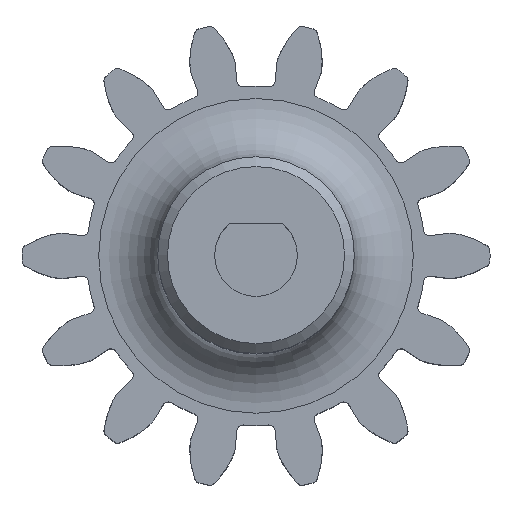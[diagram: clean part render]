
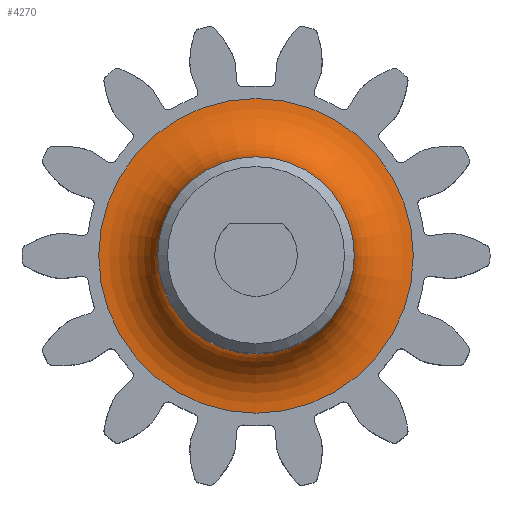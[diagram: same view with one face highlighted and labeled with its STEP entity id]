
A CAD part, top view. The second image highlights one B-rep face of the part: STEP entity #4270.
In plain terms, the highlighted toroidal (fillet/blend) face has major radius 8 mm and minor radius 3 mm.
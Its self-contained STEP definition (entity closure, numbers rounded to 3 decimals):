
#1107=FACE_OUTER_BOUND('',#1361,.T.);
#1361=EDGE_LOOP('',(#2905,#2906,#2907,#2908));
#1620=CIRCLE('',#4540,5.);
#1621=CIRCLE('',#4541,3.);
#1622=CIRCLE('',#4542,8.);
#1788=VERTEX_POINT('',#5959);
#1789=VERTEX_POINT('',#5961);
#2223=EDGE_CURVE('',#1788,#1788,#1620,.T.);
#2224=EDGE_CURVE('',#1788,#1789,#1621,.T.);
#2225=EDGE_CURVE('',#1789,#1789,#1622,.T.);
#2905=ORIENTED_EDGE('',*,*,#2223,.T.);
#2906=ORIENTED_EDGE('',*,*,#2224,.T.);
#2907=ORIENTED_EDGE('',*,*,#2225,.T.);
#2908=ORIENTED_EDGE('',*,*,#2224,.F.);
#4269=TOROIDAL_SURFACE('',#4539,8.,3.);
#4270=ADVANCED_FACE('',(#1107),#4269,.F.);
#4539=AXIS2_PLACEMENT_3D('',#5958,#4907,#4908);
#4540=AXIS2_PLACEMENT_3D('',#5960,#4909,#4910);
#4541=AXIS2_PLACEMENT_3D('',#5962,#4911,#4912);
#4542=AXIS2_PLACEMENT_3D('',#5963,#4913,#4914);
#4907=DIRECTION('center_axis',(0.,0.,-1.));
#4908=DIRECTION('ref_axis',(-1.,0.,0.));
#4909=DIRECTION('center_axis',(0.,0.,-1.));
#4910=DIRECTION('ref_axis',(-1.,0.,0.));
#4911=DIRECTION('center_axis',(0.,-1.,0.));
#4912=DIRECTION('ref_axis',(1.,0.,0.));
#4913=DIRECTION('center_axis',(0.,0.,1.));
#4914=DIRECTION('ref_axis',(-1.,0.,0.));
#5958=CARTESIAN_POINT('Origin',(0.,0.,11.));
#5959=CARTESIAN_POINT('',(5.,0.,11.));
#5960=CARTESIAN_POINT('Origin',(0.,0.,11.));
#5961=CARTESIAN_POINT('',(8.,0.,8.));
#5962=CARTESIAN_POINT('Origin',(8.,0.,11.));
#5963=CARTESIAN_POINT('Origin',(0.,0.,8.));
